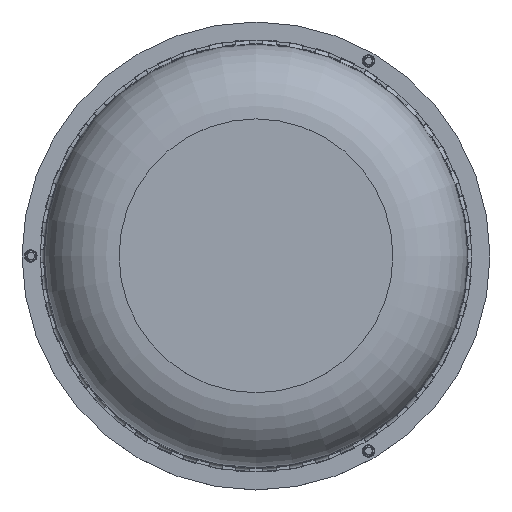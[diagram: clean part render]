
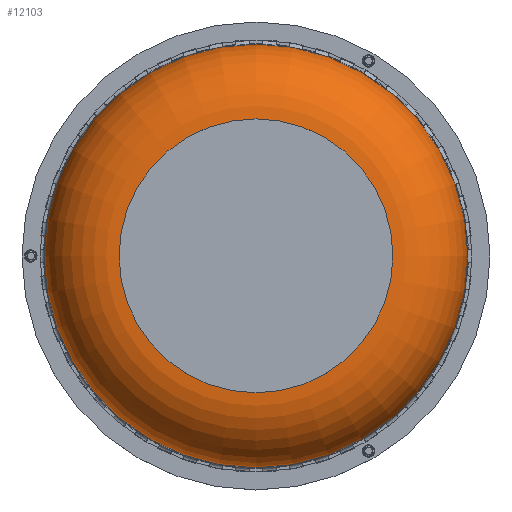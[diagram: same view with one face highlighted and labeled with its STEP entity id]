
A CAD part, top view. The second image highlights one B-rep face of the part: STEP entity #12103.
In plain terms, the highlighted toroidal (fillet/blend) face has major radius 1560 mm and minor radius 850 mm.
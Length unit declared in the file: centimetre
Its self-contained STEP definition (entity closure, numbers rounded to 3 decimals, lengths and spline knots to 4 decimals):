
#685=TOROIDAL_SURFACE('',#15297,156.,85.);
#2074=FACE_OUTER_BOUND('',#3001,.T.);
#3001=EDGE_LOOP('',(#10593,#10594,#10595,#10596,#10597));
#3878=CIRCLE('',#15296,156.);
#3879=CIRCLE('',#15298,241.);
#3880=CIRCLE('',#15299,85.);
#3881=CIRCLE('',#15300,241.);
#5141=VERTEX_POINT('',#30742);
#5142=VERTEX_POINT('',#30745);
#5143=VERTEX_POINT('',#30746);
#7101=EDGE_CURVE('',#5141,#5141,#3878,.T.);
#7102=EDGE_CURVE('',#5142,#5143,#3879,.T.);
#7103=EDGE_CURVE('',#5142,#5141,#3880,.T.);
#7104=EDGE_CURVE('',#5143,#5142,#3881,.T.);
#10593=ORIENTED_EDGE('',*,*,#7102,.F.);
#10594=ORIENTED_EDGE('',*,*,#7103,.T.);
#10595=ORIENTED_EDGE('',*,*,#7101,.T.);
#10596=ORIENTED_EDGE('',*,*,#7103,.F.);
#10597=ORIENTED_EDGE('',*,*,#7104,.F.);
#12103=ADVANCED_FACE('',(#2074),#685,.T.);
#15296=AXIS2_PLACEMENT_3D('',#30743,#19133,#19134);
#15297=AXIS2_PLACEMENT_3D('',#30744,#19135,#19136);
#15298=AXIS2_PLACEMENT_3D('',#30747,#19137,#19138);
#15299=AXIS2_PLACEMENT_3D('',#30748,#19139,#19140);
#15300=AXIS2_PLACEMENT_3D('',#30749,#19141,#19142);
#19133=DIRECTION('center_axis',(0.,0.,
-1.));
#19134=DIRECTION('ref_axis',(1.,0.,0.));
#19135=DIRECTION('center_axis',(0.,0.,
-1.));
#19136=DIRECTION('ref_axis',(0.,1.,0.));
#19137=DIRECTION('center_axis',(0.,0.,
-1.));
#19138=DIRECTION('ref_axis',(1.,0.,0.));
#19139=DIRECTION('center_axis',(-1.,0.,0.));
#19140=DIRECTION('ref_axis',(0.,-1.,0.));
#19141=DIRECTION('center_axis',(0.,0.,
-1.));
#19142=DIRECTION('ref_axis',(1.,0.,0.));
#30742=CARTESIAN_POINT('',(0.,-156.,608.));
#30743=CARTESIAN_POINT('Origin',(0.,0.,
608.));
#30744=CARTESIAN_POINT('Origin',(0.,0.,
523.));
#30745=CARTESIAN_POINT('',(0.,-241.,523.));
#30746=CARTESIAN_POINT('',(241.,0.,523.));
#30747=CARTESIAN_POINT('Origin',(0.,0.,
523.));
#30748=CARTESIAN_POINT('Origin',(0.,-156.,523.));
#30749=CARTESIAN_POINT('Origin',(0.,0.,
523.));
